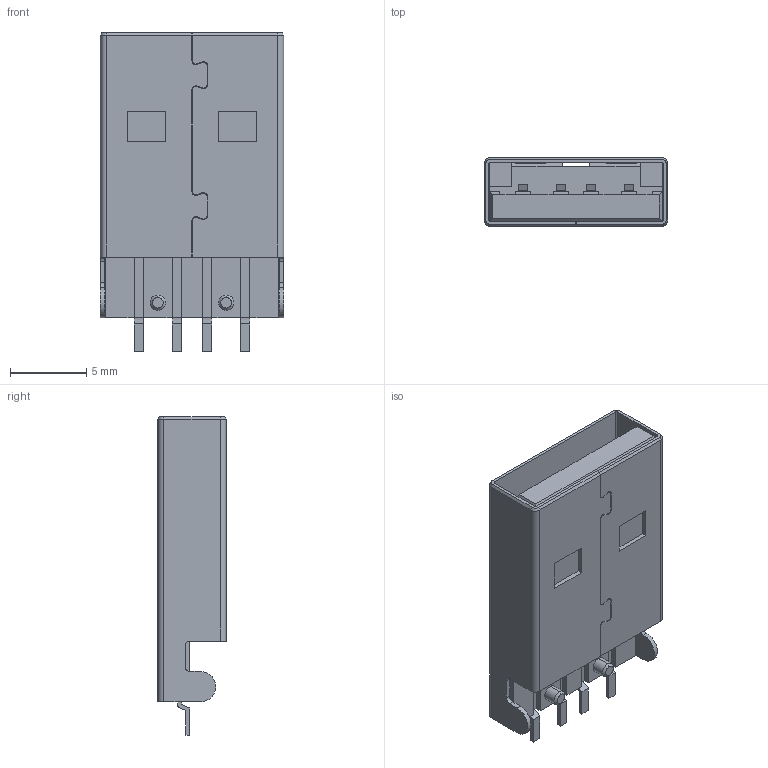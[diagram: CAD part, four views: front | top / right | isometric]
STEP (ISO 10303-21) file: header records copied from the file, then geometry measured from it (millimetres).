
FILE_DESCRIPTION (( 'STEP AP214' ), '1' );
FILE_NAME ('0480372200.STEP', '2021-06-12T05:53:22', ( '' ), ( '' ), 'SwSTEP 2.0', 'SolidWorks 2018', '' );
FILE_SCHEMA (( 'AUTOMOTIVE_DESIGN' ));
Length unit declared in the file: millimetre
Products named in the file (1): 0480372200
Bounding box: 12.05 x 4.5 x 20.95 mm (x, y, z)
Volume: 647.8 mm3; surface area: 1783.5 mm2
Topology: 1 solids, 1 shells, 280 faces, 789 edges, 510 vertices
Faces by surface type: plane 208, cylinder 56, cone 8, bspline 8
Entity records: 9846 total; most frequent: CARTESIAN_POINT 1808, ORIENTED_EDGE 1578, DIRECTION 1465, EDGE_CURVE 789, LINE 651, VECTOR 651, VERTEX_POINT 510, AXIS2_PLACEMENT_3D 407
